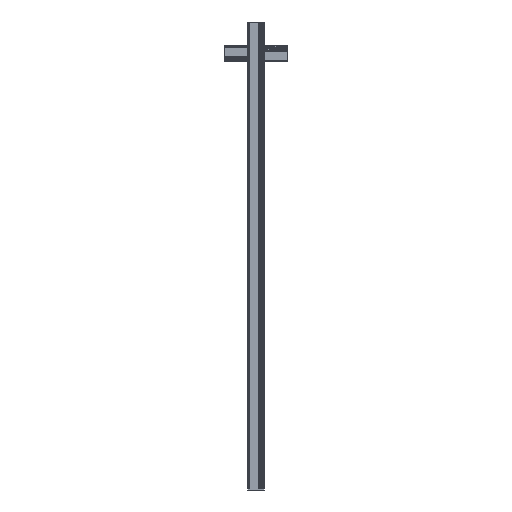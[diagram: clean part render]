
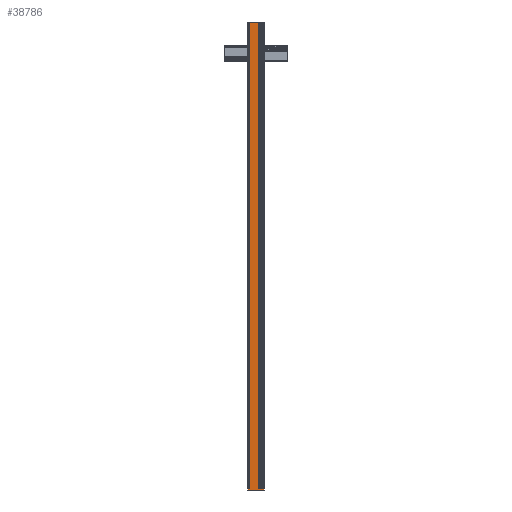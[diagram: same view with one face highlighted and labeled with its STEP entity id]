
A CAD part, left-side view. The second image highlights one B-rep face of the part: STEP entity #38786.
In plain terms, the highlighted planar face has unit normal (-1, 0, 0).
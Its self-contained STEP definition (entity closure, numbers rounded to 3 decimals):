
#673 = CARTESIAN_POINT ( 'NONE',  ( -100.083, -8.3, 0. ) ) ;
#755 = ORIENTED_EDGE ( 'NONE', *, *, #23219, .T. ) ;
#1382 = CARTESIAN_POINT ( 'NONE',  ( -100.083, 0., 1500. ) ) ;
#1829 = CARTESIAN_POINT ( 'NONE',  ( -100.083, -8.3, 1500. ) ) ;
#4530 = DIRECTION ( 'NONE',  ( 0., -1., 0. ) ) ;
#5755 = CARTESIAN_POINT ( 'NONE',  ( -100.083, -8.3, 1500. ) ) ;
#6024 = CARTESIAN_POINT ( 'NONE',  ( -100.083, 43.007, 0. ) ) ;
#8175 = CARTESIAN_POINT ( 'NONE',  ( -100.083, 0., 1500. ) ) ;
#8819 = EDGE_CURVE ( 'NONE', #29725, #15070, #15305, .T. ) ;
#9028 = VECTOR ( 'NONE', #14336, 1000. ) ;
#11416 = EDGE_LOOP ( 'NONE', ( #755, #19698, #24878, #16294 ) ) ;
#11860 = LINE ( 'NONE', #1382, #34978 ) ;
#12421 = VERTEX_POINT ( 'NONE', #14090 ) ;
#14090 = CARTESIAN_POINT ( 'NONE',  ( -100.083, 43.007, 1500. ) ) ;
#14230 = DIRECTION ( 'NONE',  ( 0., 0., -1. ) ) ;
#14336 = DIRECTION ( 'NONE',  ( 0., -1., 0. ) ) ;
#15070 = VERTEX_POINT ( 'NONE', #673 ) ;
#15305 = LINE ( 'NONE', #5755, #38438 ) ;
#16294 = ORIENTED_EDGE ( 'NONE', *, *, #29676, .T. ) ;
#16368 = FACE_OUTER_BOUND ( 'NONE', #11416, .T. ) ;
#17459 = EDGE_CURVE ( 'NONE', #12421, #29725, #11860, .T. ) ;
#19698 = ORIENTED_EDGE ( 'NONE', *, *, #8819, .F. ) ;
#20150 = DIRECTION ( 'NONE',  ( 1., 0., 0. ) ) ;
#22223 = VECTOR ( 'NONE', #32405, 1000. ) ;
#22747 = CARTESIAN_POINT ( 'NONE',  ( -100.083, 0., 0. ) ) ;
#23033 = PLANE ( 'NONE',  #25782 ) ;
#23219 = EDGE_CURVE ( 'NONE', #28207, #15070, #30253, .T. ) ;
#24574 = LINE ( 'NONE', #26052, #22223 ) ;
#24878 = ORIENTED_EDGE ( 'NONE', *, *, #17459, .F. ) ;
#25782 = AXIS2_PLACEMENT_3D ( 'NONE', #8175, #20150, #14230 ) ;
#26052 = CARTESIAN_POINT ( 'NONE',  ( -100.083, 43.007, 1500. ) ) ;
#28207 = VERTEX_POINT ( 'NONE', #6024 ) ;
#29676 = EDGE_CURVE ( 'NONE', #12421, #28207, #24574, .T. ) ;
#29725 = VERTEX_POINT ( 'NONE', #1829 ) ;
#30253 = LINE ( 'NONE', #22747, #9028 ) ;
#30261 = DIRECTION ( 'NONE',  ( 0., 0., -1. ) ) ;
#32405 = DIRECTION ( 'NONE',  ( 0., 0., -1. ) ) ;
#34978 = VECTOR ( 'NONE', #4530, 1000. ) ;
#38438 = VECTOR ( 'NONE', #30261, 1000. ) ;
#38786 = ADVANCED_FACE ( 'NONE', ( #16368 ), #23033, .F. ) ;
